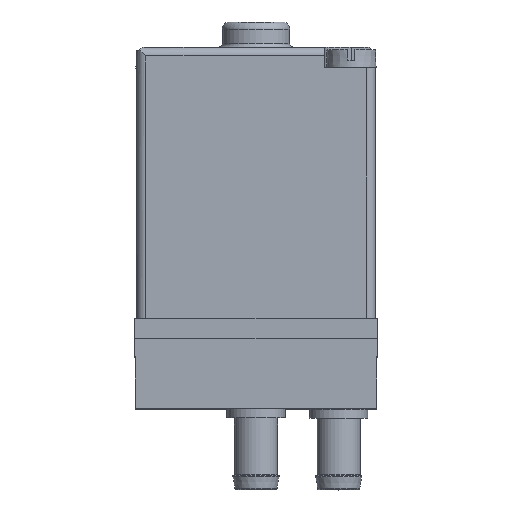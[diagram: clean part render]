
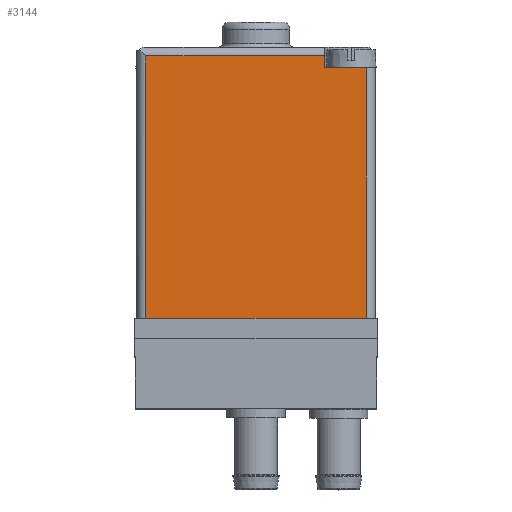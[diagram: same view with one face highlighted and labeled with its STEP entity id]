
A CAD part, top view. The second image highlights one B-rep face of the part: STEP entity #3144.
In plain terms, the highlighted planar face has unit normal (0, 0, 1).
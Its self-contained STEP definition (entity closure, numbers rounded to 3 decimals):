
#128=LINE('',#4289,#269);
#131=LINE('',#4300,#272);
#151=LINE('',#4378,#292);
#171=LINE('',#4433,#312);
#172=LINE('',#4435,#313);
#173=LINE('',#4437,#314);
#174=LINE('',#4438,#315);
#175=LINE('',#4440,#316);
#269=VECTOR('',#3593,1000.);
#272=VECTOR('',#3604,1000.);
#292=VECTOR('',#3676,1000.);
#312=VECTOR('',#3716,1000.);
#313=VECTOR('',#3717,1000.);
#314=VECTOR('',#3718,1000.);
#315=VECTOR('',#3719,1000.);
#316=VECTOR('',#3720,1000.);
#502=ORIENTED_EDGE('',*,*,#988,.F.);
#503=ORIENTED_EDGE('',*,*,#1059,.T.);
#504=ORIENTED_EDGE('',*,*,#1060,.T.);
#505=ORIENTED_EDGE('',*,*,#1061,.T.);
#506=ORIENTED_EDGE('',*,*,#1031,.T.);
#507=ORIENTED_EDGE('',*,*,#993,.F.);
#508=ORIENTED_EDGE('',*,*,#1062,.F.);
#509=ORIENTED_EDGE('',*,*,#1063,.F.);
#988=EDGE_CURVE('',#1273,#1268,#128,.T.);
#993=EDGE_CURVE('',#1276,#1278,#131,.T.);
#1031=EDGE_CURVE('',#1310,#1278,#151,.T.);
#1059=EDGE_CURVE('',#1273,#1335,#171,.T.);
#1060=EDGE_CURVE('',#1335,#1336,#172,.T.);
#1061=EDGE_CURVE('',#1336,#1310,#173,.T.);
#1062=EDGE_CURVE('',#1337,#1276,#174,.T.);
#1063=EDGE_CURVE('',#1268,#1337,#175,.T.);
#1268=VERTEX_POINT('',#4279);
#1273=VERTEX_POINT('',#4288);
#1276=VERTEX_POINT('',#4298);
#1278=VERTEX_POINT('',#4301);
#1310=VERTEX_POINT('',#4379);
#1335=VERTEX_POINT('',#4434);
#1336=VERTEX_POINT('',#4436);
#1337=VERTEX_POINT('',#4439);
#1598=EDGE_LOOP('',(#502,#503,#504,#505,#506,#507,#508,#509));
#1819=FACE_BOUND('',#1598,.T.);
#2025=PLANE('',#3332);
#3144=ADVANCED_FACE('',(#1819),#2025,.F.);
#3332=AXIS2_PLACEMENT_3D('',#4432,#3714,#3715);
#3593=DIRECTION('',(1.,0.,0.));
#3604=DIRECTION('',(0.,-1.,0.));
#3676=DIRECTION('',(1.,0.,0.));
#3714=DIRECTION('',(0.,0.,-1.));
#3715=DIRECTION('',(-1.,0.,0.));
#3716=DIRECTION('',(0.,1.,0.));
#3717=DIRECTION('',(-1.,0.,0.));
#3718=DIRECTION('',(0.,-1.,0.));
#3719=DIRECTION('',(1.,0.,0.));
#3720=DIRECTION('',(1.,0.,0.));
#4279=CARTESIAN_POINT('',(9.848,27.9,26.75));
#4288=CARTESIAN_POINT('',(7.607,27.9,26.75));
#4289=CARTESIAN_POINT('',(7.607,27.9,26.75));
#4298=CARTESIAN_POINT('',(12.25,27.9,26.75));
#4300=CARTESIAN_POINT('',(12.25,30.2,26.75));
#4301=CARTESIAN_POINT('',(12.25,0.,26.75));
#4378=CARTESIAN_POINT('',(-12.25,0.,26.75));
#4379=CARTESIAN_POINT('',(-12.25,0.,26.75));
#4432=CARTESIAN_POINT('',(-12.25,30.2,26.75));
#4433=CARTESIAN_POINT('',(7.607,27.9,26.75));
#4434=CARTESIAN_POINT('',(7.607,29.2,26.75));
#4435=CARTESIAN_POINT('',(13.5,29.2,26.75));
#4436=CARTESIAN_POINT('',(-12.25,29.2,26.75));
#4437=CARTESIAN_POINT('',(-12.25,30.2,26.75));
#4438=CARTESIAN_POINT('',(7.607,27.9,26.75));
#4439=CARTESIAN_POINT('',(11.365,27.9,26.75));
#4440=CARTESIAN_POINT('',(7.607,27.9,26.75));
